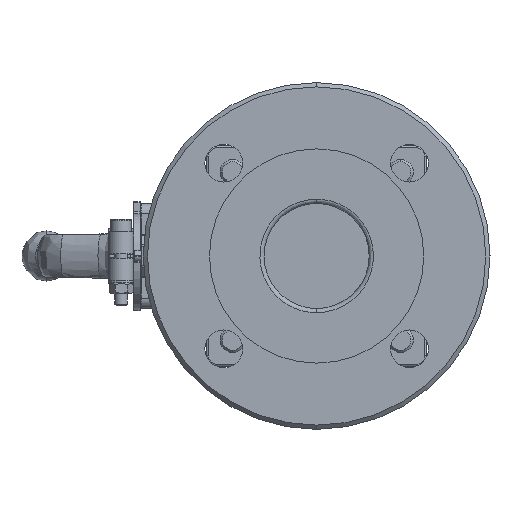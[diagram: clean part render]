
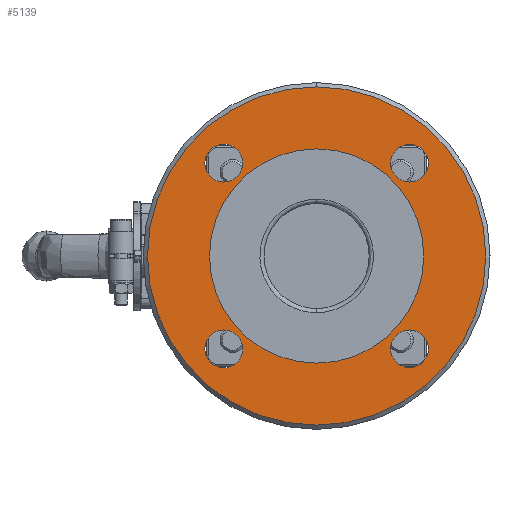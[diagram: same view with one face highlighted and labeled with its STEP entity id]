
A CAD part, left-side view. The second image highlights one B-rep face of the part: STEP entity #5139.
In plain terms, the highlighted planar face has unit normal (-1, 0, 0).
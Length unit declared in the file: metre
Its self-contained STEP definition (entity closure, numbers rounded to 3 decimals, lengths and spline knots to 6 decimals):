
#106 = EDGE_LOOP ( 'NONE', ( #48852, #56650 ) ) ;
#3700 = DIRECTION ( 'NONE',  ( 1., 0., 0. ) ) ;
#4099 = DIRECTION ( 'NONE',  ( 1., 0., 0. ) ) ;
#4128 = DIRECTION ( 'NONE',  ( 1., 0., 0. ) ) ;
#4167 = CARTESIAN_POINT ( 'NONE',  ( -0.022638, -0.009194, -0.036944 ) ) ;
#4521 = CIRCLE ( 'NONE', #80821, 0.009 ) ;
#4996 = CARTESIAN_POINT ( 'NONE',  ( -0.022638, -0.009194, 0.042444 ) ) ;
#5003 = FACE_BOUND ( 'NONE', #22881, .T. ) ;
#5139 = ADVANCED_FACE ( 'NONE', ( #5003, #37444, #7047, #20136, #20948, #52195 ), #50995, .T. ) ;
#5975 = ORIENTED_EDGE ( 'NONE', *, *, #69101, .T. ) ;
#7047 = FACE_BOUND ( 'NONE', #17505, .T. ) ;
#7076 = CARTESIAN_POINT ( 'NONE',  ( -0.022638, -0.009194, 0.033444 ) ) ;
#8461 = DIRECTION ( 'NONE',  ( 0., 0., -1. ) ) ;
#10288 = EDGE_CURVE ( 'NONE', #29890, #17503, #70964, .T. ) ;
#10409 = EDGE_CURVE ( 'NONE', #67973, #49457, #41877, .T. ) ;
#10647 = CARTESIAN_POINT ( 'NONE',  ( -0.022638, 0.079194, -0.036944 ) ) ;
#13465 = CARTESIAN_POINT ( 'NONE',  ( -0.022638, 0.035, 0.04925 ) ) ;
#13961 = DIRECTION ( 'NONE',  ( 1., 0., 0. ) ) ;
#14646 = DIRECTION ( 'NONE',  ( -1., 0., 0. ) ) ;
#14937 = EDGE_CURVE ( 'NONE', #42512, #80632, #56447, .T. ) ;
#16443 = DIRECTION ( 'NONE',  ( 0., 0., -1. ) ) ;
#17503 = VERTEX_POINT ( 'NONE', #4167 ) ;
#17505 = EDGE_LOOP ( 'NONE', ( #41588, #39517 ) ) ;
#17714 = DIRECTION ( 'NONE',  ( 1., 0., 0. ) ) ;
#17779 = EDGE_CURVE ( 'NONE', #42876, #67371, #49373, .T. ) ;
#18084 = CARTESIAN_POINT ( 'NONE',  ( -0.022638, -0.009194, 0.051444 ) ) ;
#18164 = CIRCLE ( 'NONE', #22068, 0.051 ) ;
#18641 = VERTEX_POINT ( 'NONE', #10647 ) ;
#19351 = CARTESIAN_POINT ( 'NONE',  ( -0.022638, 0.10075, -0.00175 ) ) ;
#19432 = EDGE_CURVE ( 'NONE', #49457, #67973, #18164, .T. ) ;
#19866 = ORIENTED_EDGE ( 'NONE', *, *, #31578, .T. ) ;
#20035 = CIRCLE ( 'NONE', #46292, 0.0805 ) ;
#20136 = FACE_BOUND ( 'NONE', #21239, .T. ) ;
#20758 = CARTESIAN_POINT ( 'NONE',  ( -0.022638, 0.035, -0.00175 ) ) ;
#20902 = AXIS2_PLACEMENT_3D ( 'NONE', #79010, #4099, #21769 ) ;
#20948 = FACE_BOUND ( 'NONE', #53555, .T. ) ;
#21239 = EDGE_LOOP ( 'NONE', ( #5975, #27522 ) ) ;
#21305 = CARTESIAN_POINT ( 'NONE',  ( -0.022638, 0.035, -0.08225 ) ) ;
#21384 = EDGE_LOOP ( 'NONE', ( #66260, #19866 ) ) ;
#21769 = DIRECTION ( 'NONE',  ( 0., 0., -1. ) ) ;
#22068 = AXIS2_PLACEMENT_3D ( 'NONE', #70379, #13961, #39804 ) ;
#22881 = EDGE_LOOP ( 'NONE', ( #24314, #61613 ) ) ;
#23774 = DIRECTION ( 'NONE',  ( 1., 0., 0. ) ) ;
#24314 = ORIENTED_EDGE ( 'NONE', *, *, #19432, .T. ) ;
#24331 = CARTESIAN_POINT ( 'NONE',  ( -0.022638, -0.009194, -0.045944 ) ) ;
#25768 = AXIS2_PLACEMENT_3D ( 'NONE', #60078, #3700, #53879 ) ;
#26467 = DIRECTION ( 'NONE',  ( 0., 0., -1. ) ) ;
#27476 = AXIS2_PLACEMENT_3D ( 'NONE', #4996, #48538, #30062 ) ;
#27509 = DIRECTION ( 'NONE',  ( 1., 0., 0. ) ) ;
#27522 = ORIENTED_EDGE ( 'NONE', *, *, #79600, .T. ) ;
#29890 = VERTEX_POINT ( 'NONE', #77357 ) ;
#30062 = DIRECTION ( 'NONE',  ( 0., 0., -1. ) ) ;
#31578 = EDGE_CURVE ( 'NONE', #80632, #42512, #50558, .T. ) ;
#32719 = AXIS2_PLACEMENT_3D ( 'NONE', #54308, #4128, #16443 ) ;
#33822 = AXIS2_PLACEMENT_3D ( 'NONE', #20758, #14646, #8461 ) ;
#34524 = CARTESIAN_POINT ( 'NONE',  ( -0.022638, 0.079194, 0.042444 ) ) ;
#36174 = VERTEX_POINT ( 'NONE', #75916 ) ;
#36812 = CIRCLE ( 'NONE', #74978, 0.009 ) ;
#37444 = FACE_BOUND ( 'NONE', #21384, .T. ) ;
#39425 = DIRECTION ( 'NONE',  ( 0., 0., -1. ) ) ;
#39517 = ORIENTED_EDGE ( 'NONE', *, *, #52648, .T. ) ;
#39804 = DIRECTION ( 'NONE',  ( 0., 0., -1. ) ) ;
#40585 = AXIS2_PLACEMENT_3D ( 'NONE', #57611, #27509, #39425 ) ;
#40866 = CARTESIAN_POINT ( 'NONE',  ( -0.022638, 0.035, -0.05275 ) ) ;
#41588 = ORIENTED_EDGE ( 'NONE', *, *, #10288, .T. ) ;
#41877 = CIRCLE ( 'NONE', #32719, 0.051 ) ;
#41899 = CIRCLE ( 'NONE', #27476, 0.009 ) ;
#42363 = DIRECTION ( 'NONE',  ( 0., 0., -1. ) ) ;
#42512 = VERTEX_POINT ( 'NONE', #77493 ) ;
#42848 = VERTEX_POINT ( 'NONE', #48895 ) ;
#42876 = VERTEX_POINT ( 'NONE', #18084 ) ;
#44148 = CARTESIAN_POINT ( 'NONE',  ( -0.022638, 0.079194, 0.051444 ) ) ;
#44338 = CIRCLE ( 'NONE', #33822, 0.0805 ) ;
#46159 = DIRECTION ( 'NONE',  ( -1., 0., 0. ) ) ;
#46292 = AXIS2_PLACEMENT_3D ( 'NONE', #65599, #46159, #26467 ) ;
#48538 = DIRECTION ( 'NONE',  ( 1., 0., 0. ) ) ;
#48852 = ORIENTED_EDGE ( 'NONE', *, *, #59137, .T. ) ;
#48895 = CARTESIAN_POINT ( 'NONE',  ( -0.022638, 0.035, 0.07875 ) ) ;
#49373 = CIRCLE ( 'NONE', #25768, 0.009 ) ;
#49400 = DIRECTION ( 'NONE',  ( 1., 0., 0. ) ) ;
#49457 = VERTEX_POINT ( 'NONE', #40866 ) ;
#50558 = CIRCLE ( 'NONE', #62516, 0.009 ) ;
#50995 = PLANE ( 'NONE',  #53146 ) ;
#52195 = FACE_OUTER_BOUND ( 'NONE', #106, .T. ) ;
#52648 = EDGE_CURVE ( 'NONE', #17503, #29890, #36812, .T. ) ;
#53146 = AXIS2_PLACEMENT_3D ( 'NONE', #19351, #70820, #58433 ) ;
#53537 = EDGE_CURVE ( 'NONE', #42848, #54798, #44338, .T. ) ;
#53555 = EDGE_LOOP ( 'NONE', ( #64496, #60687 ) ) ;
#53879 = DIRECTION ( 'NONE',  ( 0., 0., -1. ) ) ;
#54308 = CARTESIAN_POINT ( 'NONE',  ( -0.022638, 0.035, -0.00175 ) ) ;
#54652 = CARTESIAN_POINT ( 'NONE',  ( -0.022638, 0.079194, -0.045944 ) ) ;
#54798 = VERTEX_POINT ( 'NONE', #21305 ) ;
#56447 = CIRCLE ( 'NONE', #20902, 0.009 ) ;
#56650 = ORIENTED_EDGE ( 'NONE', *, *, #53537, .T. ) ;
#57611 = CARTESIAN_POINT ( 'NONE',  ( -0.022638, -0.009194, -0.045944 ) ) ;
#58433 = DIRECTION ( 'NONE',  ( 0., 0., 1. ) ) ;
#59137 = EDGE_CURVE ( 'NONE', #54798, #42848, #20035, .T. ) ;
#60078 = CARTESIAN_POINT ( 'NONE',  ( -0.022638, -0.009194, 0.042444 ) ) ;
#60430 = CIRCLE ( 'NONE', #77320, 0.009 ) ;
#60687 = ORIENTED_EDGE ( 'NONE', *, *, #17779, .T. ) ;
#61613 = ORIENTED_EDGE ( 'NONE', *, *, #10409, .T. ) ;
#62516 = AXIS2_PLACEMENT_3D ( 'NONE', #34524, #78625, #66272 ) ;
#64496 = ORIENTED_EDGE ( 'NONE', *, *, #69693, .T. ) ;
#65599 = CARTESIAN_POINT ( 'NONE',  ( -0.022638, 0.035, -0.00175 ) ) ;
#66260 = ORIENTED_EDGE ( 'NONE', *, *, #14937, .T. ) ;
#66272 = DIRECTION ( 'NONE',  ( 0., 0., -1. ) ) ;
#67371 = VERTEX_POINT ( 'NONE', #7076 ) ;
#67973 = VERTEX_POINT ( 'NONE', #13465 ) ;
#69101 = EDGE_CURVE ( 'NONE', #36174, #18641, #60430, .T. ) ;
#69693 = EDGE_CURVE ( 'NONE', #67371, #42876, #41899, .T. ) ;
#70379 = CARTESIAN_POINT ( 'NONE',  ( -0.022638, 0.035, -0.00175 ) ) ;
#70820 = DIRECTION ( 'NONE',  ( -1., 0., 0. ) ) ;
#70964 = CIRCLE ( 'NONE', #40585, 0.009 ) ;
#73626 = DIRECTION ( 'NONE',  ( 0., 0., -1. ) ) ;
#74503 = CARTESIAN_POINT ( 'NONE',  ( -0.022638, 0.079194, -0.045944 ) ) ;
#74978 = AXIS2_PLACEMENT_3D ( 'NONE', #24331, #49400, #79560 ) ;
#75916 = CARTESIAN_POINT ( 'NONE',  ( -0.022638, 0.079194, -0.054944 ) ) ;
#77320 = AXIS2_PLACEMENT_3D ( 'NONE', #54652, #23774, #73626 ) ;
#77357 = CARTESIAN_POINT ( 'NONE',  ( -0.022638, -0.009194, -0.054944 ) ) ;
#77493 = CARTESIAN_POINT ( 'NONE',  ( -0.022638, 0.079194, 0.033444 ) ) ;
#78625 = DIRECTION ( 'NONE',  ( 1., 0., 0. ) ) ;
#79010 = CARTESIAN_POINT ( 'NONE',  ( -0.022638, 0.079194, 0.042444 ) ) ;
#79560 = DIRECTION ( 'NONE',  ( 0., 0., -1. ) ) ;
#79600 = EDGE_CURVE ( 'NONE', #18641, #36174, #4521, .T. ) ;
#80632 = VERTEX_POINT ( 'NONE', #44148 ) ;
#80821 = AXIS2_PLACEMENT_3D ( 'NONE', #74503, #17714, #42363 ) ;
